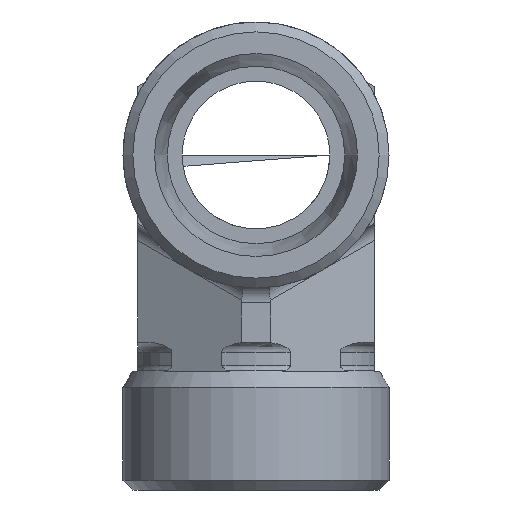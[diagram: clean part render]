
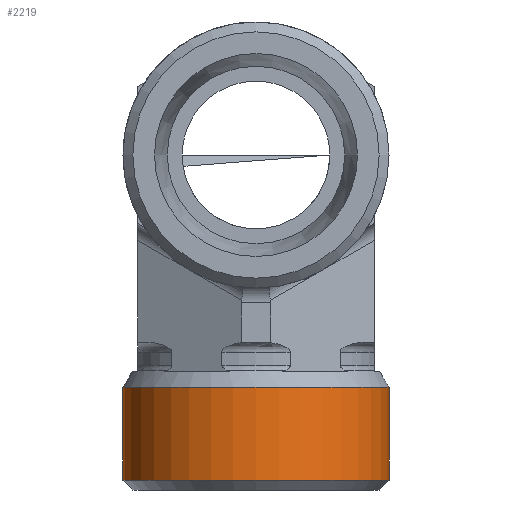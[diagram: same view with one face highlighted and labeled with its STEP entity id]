
A CAD part, front view. The second image highlights one B-rep face of the part: STEP entity #2219.
In plain terms, the highlighted cylindrical face has radius 13.5 mm (diameter 27 mm), a full revolution.
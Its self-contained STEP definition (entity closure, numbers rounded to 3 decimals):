
#2177=CARTESIAN_POINT('',(-31.985,9.544,-11.));
#2178=VERTEX_POINT('',#2177);
#2179=CARTESIAN_POINT('',(-18.485,9.544,-11.));
#2180=DIRECTION('',(0.0,0.0,-1.0));
#2181=DIRECTION('',(1.0,0.0,0.0));
#2182=AXIS2_PLACEMENT_3D('',#2179,#2180,#2181);
#2183=CIRCLE('',#2182,13.5);
#2184=EDGE_CURVE('',#2178,#2178,#2183,.T.);
#2200=CARTESIAN_POINT('',(-18.485,9.544,-12.));
#2201=DIRECTION('',(0.0,0.0,1.0));
#2202=DIRECTION('',(1.0,0.0,0.0));
#2203=AXIS2_PLACEMENT_3D('',#2200,#2201,#2202);
#2204=CYLINDRICAL_SURFACE('',#2203,13.5);
#2205=CARTESIAN_POINT('',(-31.985,9.544,-1.592));
#2206=VERTEX_POINT('',#2205);
#2207=CARTESIAN_POINT('',(-18.485,9.544,-1.592));
#2208=DIRECTION('',(0.0,0.0,-1.0));
#2209=DIRECTION('',(1.0,0.0,0.0));
#2210=AXIS2_PLACEMENT_3D('',#2207,#2208,#2209);
#2211=CIRCLE('',#2210,13.5);
#2212=EDGE_CURVE('',#2206,#2206,#2211,.T.);
#2213=ORIENTED_EDGE('',*,*,#2212,.T.);
#2214=EDGE_LOOP('',(#2213));
#2215=FACE_OUTER_BOUND('',#2214,.T.);
#2216=ORIENTED_EDGE('',*,*,#2184,.F.);
#2217=EDGE_LOOP('',(#2216));
#2218=FACE_BOUND('',#2217,.T.);
#2219=ADVANCED_FACE('',(#2215,#2218),#2204,.T.);
